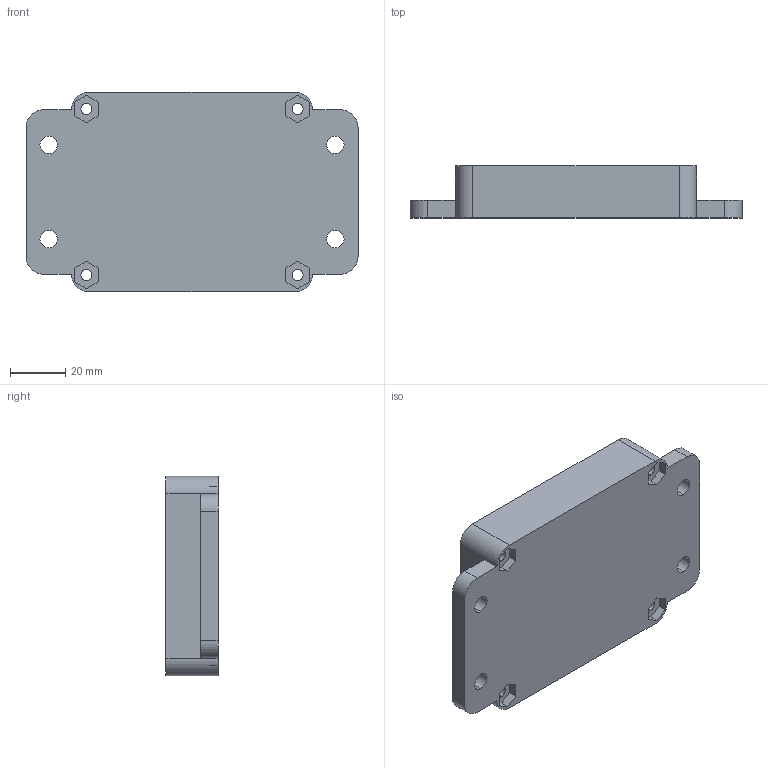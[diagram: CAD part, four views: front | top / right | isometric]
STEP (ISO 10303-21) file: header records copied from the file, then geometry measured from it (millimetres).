
FILE_DESCRIPTION (( 'STEP AP214' ), '1' );
FILE_NAME ('batt_cap.STEP', '2018-06-03T21:18:37', ( 'hobbes' ), ( '' ), 'SwSTEP 2.0', 'SolidWorks 2013', '' );
FILE_SCHEMA (( 'AUTOMOTIVE_DESIGN' ));
Length unit declared in the file: inch
Products named in the file (1): batt_cap
Bounding box: 120.56 x 18.92 x 72.39 mm (x, y, z)
Volume: 45914.8 mm3; surface area: 28742.9 mm2
Topology: 1 solids, 1 shells, 83 faces, 224 edges, 148 vertices
Faces by surface type: plane 55, cylinder 28
Entity records: 2674 total; most frequent: CARTESIAN_POINT 456, DIRECTION 448, ORIENTED_EDGE 448, EDGE_CURVE 224, LINE 168, VECTOR 168, VERTEX_POINT 148, AXIS2_PLACEMENT_3D 140
